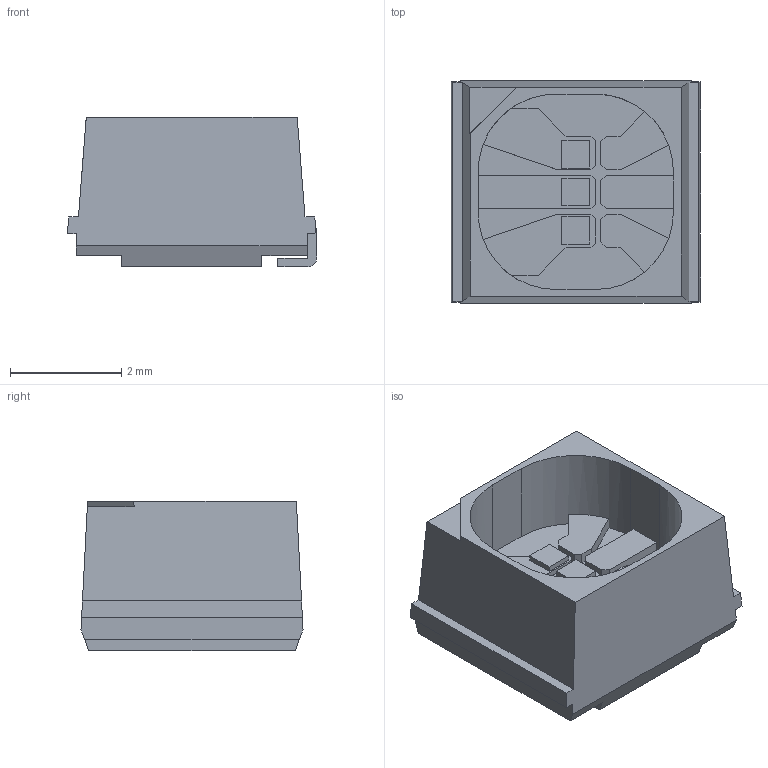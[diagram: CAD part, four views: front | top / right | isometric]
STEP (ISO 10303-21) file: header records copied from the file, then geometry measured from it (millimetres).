
FILE_DESCRIPTION(('FreeCAD Model'),'2;1');
FILE_NAME('LED_NSSM032A.step','2016-02-25T12:08:47',('Author'),('') ,'Open CASCADE STEP processor 6.8','FreeCAD','Unknown');
FILE_SCHEMA(('AUTOMOTIVE_DESIGN_CC2 { 1 2 10303 214 -1 1 5 4 }'));
Length unit declared in the file: millimetre
Products named in the file (2): ASSEMBLY; LED_NSSM032A
Assembly tree (1 placements, depth 2):
  ASSEMBLY
    LED_NSSM032A
Bounding box: 4.49 x 4 x 2.7 mm (x, y, z)
Volume: 26.8 mm3; surface area: 102.4 mm2
Topology: 1 solids, 1 shells, 119 faces, 339 edges, 226 vertices
Faces by surface type: plane 112, cylinder 7
Entity records: 8952 total; most frequent: CARTESIAN_POINT 1546, DIRECTION 1124, LINE 821, VECTOR 821, ORIENTED_EDGE 678, PCURVE 678, DEFINITIONAL_REPRESENTATION 678, EDGE_CURVE 339
